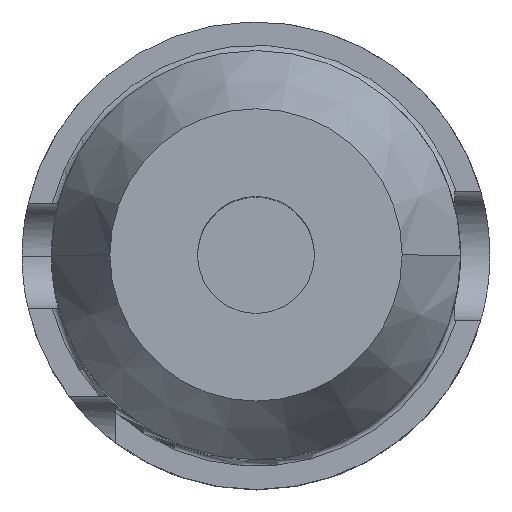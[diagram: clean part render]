
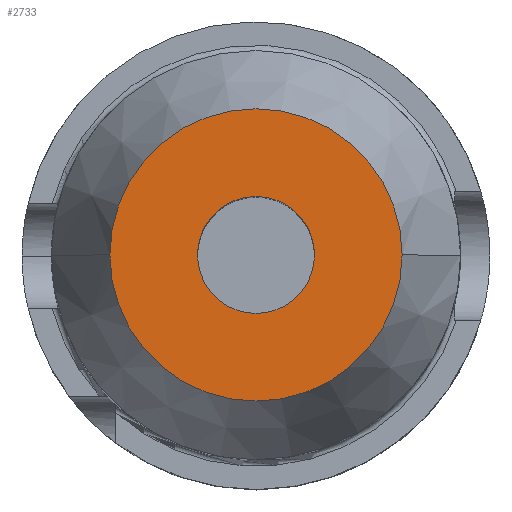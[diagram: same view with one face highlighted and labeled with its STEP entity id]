
A CAD part, top view. The second image highlights one B-rep face of the part: STEP entity #2733.
In plain terms, the highlighted planar face has unit normal (0, 0, 1).
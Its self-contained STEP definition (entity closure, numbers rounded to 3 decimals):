
#65 = ORIENTED_EDGE ( 'NONE', *, *, #2395, .F. ) ;
#218 = EDGE_CURVE ( 'NONE', #1041, #1690, #2147, .T. ) ;
#343 = CIRCLE ( 'NONE', #391, 12.5 ) ;
#391 = AXIS2_PLACEMENT_3D ( 'NONE', #1318, #1600, #2918 ) ;
#913 = FACE_BOUND ( 'NONE', #1582, .T. ) ;
#943 = CARTESIAN_POINT ( 'NONE',  ( 0., 0., 60. ) ) ;
#987 = CARTESIAN_POINT ( 'NONE',  ( 5., 0., 60. ) ) ;
#989 = AXIS2_PLACEMENT_3D ( 'NONE', #2444, #1888, #3195 ) ;
#1041 = VERTEX_POINT ( 'NONE', #2972 ) ;
#1277 = AXIS2_PLACEMENT_3D ( 'NONE', #2700, #3237, #1956 ) ;
#1318 = CARTESIAN_POINT ( 'NONE',  ( 0., 0., 60. ) ) ;
#1371 = DIRECTION ( 'NONE',  ( -1., 0., 0. ) ) ;
#1582 = EDGE_LOOP ( 'NONE', ( #3278, #1585 ) ) ;
#1585 = ORIENTED_EDGE ( 'NONE', *, *, #1718, .T. ) ;
#1600 = DIRECTION ( 'NONE',  ( 0., 0., -1. ) ) ;
#1690 = VERTEX_POINT ( 'NONE', #1733 ) ;
#1712 = DIRECTION ( 'NONE',  ( 0., 0., -1. ) ) ;
#1718 = EDGE_CURVE ( 'NONE', #1823, #2714, #1767, .T. ) ;
#1733 = CARTESIAN_POINT ( 'NONE',  ( 12.5, 0., 60. ) ) ;
#1767 = CIRCLE ( 'NONE', #2737, 5. ) ;
#1823 = VERTEX_POINT ( 'NONE', #987 ) ;
#1888 = DIRECTION ( 'NONE',  ( 0., 0., 1. ) ) ;
#1956 = DIRECTION ( 'NONE',  ( -1., 0., 0. ) ) ;
#2058 = ORIENTED_EDGE ( 'NONE', *, *, #218, .F. ) ;
#2133 = AXIS2_PLACEMENT_3D ( 'NONE', #2913, #3183, #1371 ) ;
#2147 = CIRCLE ( 'NONE', #1277, 12.5 ) ;
#2182 = PLANE ( 'NONE',  #989 ) ;
#2328 = FACE_OUTER_BOUND ( 'NONE', #2597, .T. ) ;
#2395 = EDGE_CURVE ( 'NONE', #1690, #1041, #343, .T. ) ;
#2444 = CARTESIAN_POINT ( 'NONE',  ( 0., 12.5, 60. ) ) ;
#2512 = DIRECTION ( 'NONE',  ( -1., 0., 0. ) ) ;
#2597 = EDGE_LOOP ( 'NONE', ( #2058, #65 ) ) ;
#2700 = CARTESIAN_POINT ( 'NONE',  ( 0., 0., 60. ) ) ;
#2714 = VERTEX_POINT ( 'NONE', #2925 ) ;
#2733 = ADVANCED_FACE ( 'NONE', ( #913, #2328 ), #2182, .T. ) ;
#2737 = AXIS2_PLACEMENT_3D ( 'NONE', #943, #1712, #2512 ) ;
#2742 = EDGE_CURVE ( 'NONE', #2714, #1823, #2935, .T. ) ;
#2913 = CARTESIAN_POINT ( 'NONE',  ( 0., 0., 60. ) ) ;
#2918 = DIRECTION ( 'NONE',  ( -1., 0., 0. ) ) ;
#2925 = CARTESIAN_POINT ( 'NONE',  ( -5., 0., 60. ) ) ;
#2935 = CIRCLE ( 'NONE', #2133, 5. ) ;
#2972 = CARTESIAN_POINT ( 'NONE',  ( -12.5, 0., 60. ) ) ;
#3183 = DIRECTION ( 'NONE',  ( 0., 0., -1. ) ) ;
#3195 = DIRECTION ( 'NONE',  ( 1., 0., 0. ) ) ;
#3237 = DIRECTION ( 'NONE',  ( 0., 0., -1. ) ) ;
#3278 = ORIENTED_EDGE ( 'NONE', *, *, #2742, .T. ) ;
